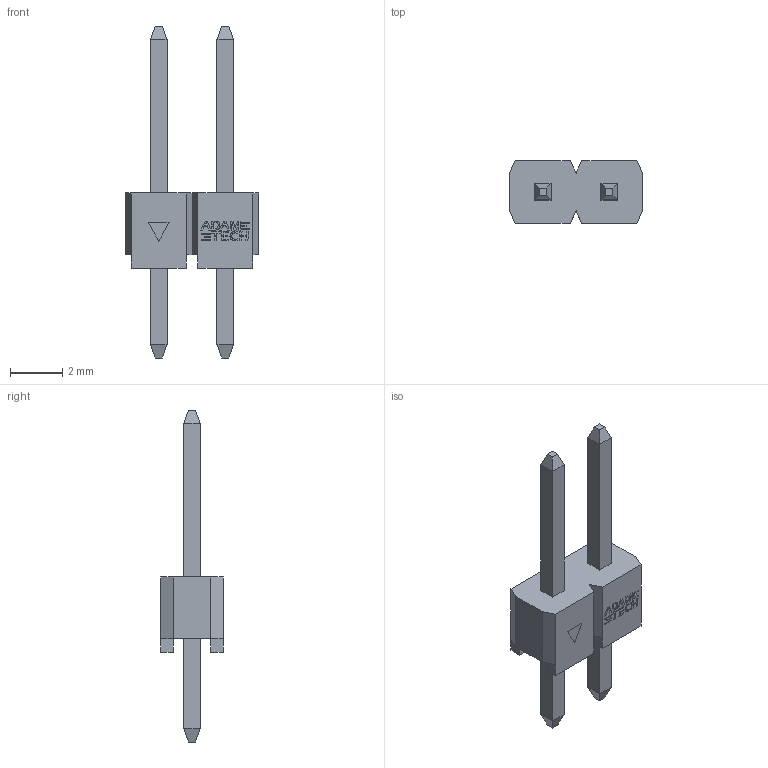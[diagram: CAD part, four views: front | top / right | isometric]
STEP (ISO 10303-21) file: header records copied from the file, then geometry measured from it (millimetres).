
FILE_DESCRIPTION(/* description */ (''),/* implementation_level */ '2;1');
FILE_NAME(/* name */ 'PH1-02-UA.stp',/* time_stamp */ '2023-05-04T12:07:18-04:00',/* author */ ('rabri'),/* organization */ (''),/* preprocessor_version */ 'ST-DEVELOPER v18',/* originating_system */ 'Autodesk Inventor 2020',/* authorisation */ '');
FILE_SCHEMA (('AUTOMOTIVE_DESIGN { 1 0 10303 214 3 1 1 }'));
Length unit declared in the file: millimetre
Products named in the file (4): PH1-02-UA; body; pin; logo
Assembly tree (3 placements, depth 2):
  PH1-02-UA
    body
    pin
    logo
Bounding box: 5.08 x 2.39 x 12.67 mm (x, y, z)
Volume: 37.6 mm3; surface area: 145.8 mm2
Topology: 18 solids, 18 shells, 236 faces, 576 edges, 376 vertices
Faces by surface type: plane 218, cylinder 12, bspline 6
Entity records: 7064 total; most frequent: CARTESIAN_POINT 1349, ORIENTED_EDGE 1152, DIRECTION 1066, EDGE_CURVE 576, LINE 540, VECTOR 540, VERTEX_POINT 376, AXIS2_PLACEMENT_3D 263
